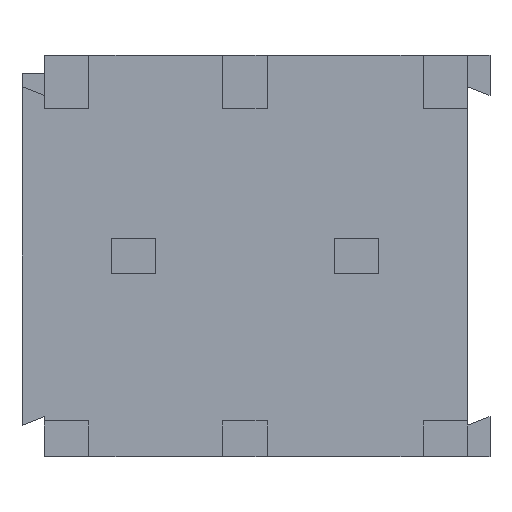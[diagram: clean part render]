
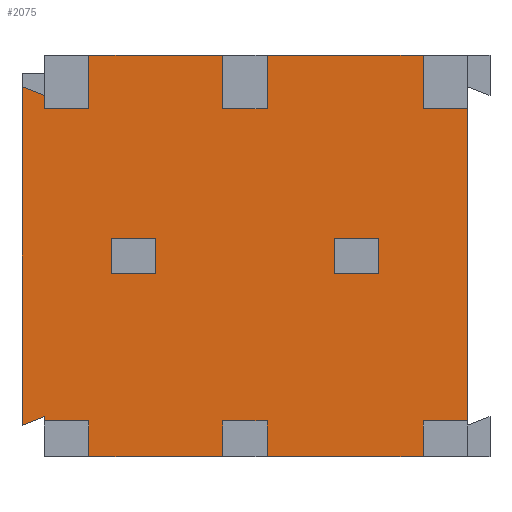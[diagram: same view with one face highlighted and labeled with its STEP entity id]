
A CAD part, front view. The second image highlights one B-rep face of the part: STEP entity #2075.
In plain terms, the highlighted planar face has unit normal (0, -1, 0).
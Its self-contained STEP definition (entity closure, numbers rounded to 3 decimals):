
#142=DIRECTION('',(0.,0.,-1.));
#143=VECTOR('',#142,7.6);
#144=CARTESIAN_POINT('',(-5.,-15.,-0.7));
#145=LINE('',#144,#143);
#326=DIRECTION('',(0.,0.,-1.));
#327=VECTOR('',#326,0.8);
#328=CARTESIAN_POINT('',(-3.,-15.,-4.1));
#329=LINE('',#328,#327);
#330=DIRECTION('',(1.,0.,0.));
#331=VECTOR('',#330,1.);
#332=CARTESIAN_POINT('',(-3.,-15.,-4.9));
#333=LINE('',#332,#331);
#334=DIRECTION('',(0.,0.,1.));
#335=VECTOR('',#334,0.8);
#336=CARTESIAN_POINT('',(-2.,-15.,-4.9));
#337=LINE('',#336,#335);
#338=DIRECTION('',(-1.,0.,0.));
#339=VECTOR('',#338,1.);
#340=CARTESIAN_POINT('',(-2.,-15.,-4.1));
#341=LINE('',#340,#339);
#342=DIRECTION('',(0.,0.,-1.));
#343=VECTOR('',#342,0.8);
#344=CARTESIAN_POINT('',(2.,-15.,-4.1));
#345=LINE('',#344,#343);
#346=DIRECTION('',(1.,0.,0.));
#347=VECTOR('',#346,1.);
#348=CARTESIAN_POINT('',(2.,-15.,-4.9));
#349=LINE('',#348,#347);
#350=DIRECTION('',(0.,0.,1.));
#351=VECTOR('',#350,0.8);
#352=CARTESIAN_POINT('',(3.,-15.,-4.9));
#353=LINE('',#352,#351);
#354=DIRECTION('',(-1.,0.,0.));
#355=VECTOR('',#354,1.);
#356=CARTESIAN_POINT('',(3.,-15.,-4.1));
#357=LINE('',#356,#355);
#358=DIRECTION('',(0.,0.,-1.));
#359=VECTOR('',#358,1.2);
#360=CARTESIAN_POINT('',(-0.5,-15.,0.));
#361=LINE('',#360,#359);
#362=DIRECTION('',(1.,0.,0.));
#363=VECTOR('',#362,1.);
#364=CARTESIAN_POINT('',(-0.5,-15.,-1.2));
#365=LINE('',#364,#363);
#366=DIRECTION('',(0.,0.,-1.));
#367=VECTOR('',#366,1.2);
#368=CARTESIAN_POINT('',(0.5,-15.,0.));
#369=LINE('',#368,#367);
#370=DIRECTION('',(1.,0.,0.));
#371=VECTOR('',#370,3.5);
#372=CARTESIAN_POINT('',(0.5,-15.,0.));
#373=LINE('',#372,#371);
#374=DIRECTION('',(0.,0.,-1.));
#375=VECTOR('',#374,1.2);
#376=CARTESIAN_POINT('',(4.,-15.,0.));
#377=LINE('',#376,#375);
#378=DIRECTION('',(1.,0.,0.));
#379=VECTOR('',#378,1.);
#380=CARTESIAN_POINT('',(4.,-15.,-1.2));
#381=LINE('',#380,#379);
#382=DIRECTION('',(-1.,0.,0.));
#383=VECTOR('',#382,1.);
#384=CARTESIAN_POINT('',(5.,-15.,-8.2));
#385=LINE('',#384,#383);
#386=DIRECTION('',(0.,0.,1.));
#387=VECTOR('',#386,0.8);
#388=CARTESIAN_POINT('',(4.,-15.,-9.));
#389=LINE('',#388,#387);
#390=DIRECTION('',(-1.,0.,0.));
#391=VECTOR('',#390,3.5);
#392=CARTESIAN_POINT('',(4.,-15.,-9.));
#393=LINE('',#392,#391);
#394=DIRECTION('',(0.,0.,1.));
#395=VECTOR('',#394,0.8);
#396=CARTESIAN_POINT('',(0.5,-15.,-9.));
#397=LINE('',#396,#395);
#398=DIRECTION('',(-1.,0.,0.));
#399=VECTOR('',#398,1.);
#400=CARTESIAN_POINT('',(0.5,-15.,-8.2));
#401=LINE('',#400,#399);
#402=DIRECTION('',(0.,0.,1.));
#403=VECTOR('',#402,0.8);
#404=CARTESIAN_POINT('',(-0.5,-15.,-9.));
#405=LINE('',#404,#403);
#406=DIRECTION('',(-1.,0.,0.));
#407=VECTOR('',#406,3.);
#408=CARTESIAN_POINT('',(-0.5,-15.,-9.));
#409=LINE('',#408,#407);
#410=DIRECTION('',(0.,0.,1.));
#411=VECTOR('',#410,0.8);
#412=CARTESIAN_POINT('',(-3.5,-15.,-9.));
#413=LINE('',#412,#411);
#414=DIRECTION('',(-1.,0.,0.));
#415=VECTOR('',#414,1.);
#416=CARTESIAN_POINT('',(-3.5,-15.,-8.2));
#417=LINE('',#416,#415);
#418=DIRECTION('',(0.,0.,1.));
#419=VECTOR('',#418,0.1);
#420=CARTESIAN_POINT('',(-4.5,-15.,-8.2));
#421=LINE('',#420,#419);
#422=DIRECTION('',(0.928,0.,0.371));
#423=VECTOR('',#422,0.539);
#424=CARTESIAN_POINT('',(-5.,-15.,-8.3));
#425=LINE('',#424,#423);
#426=DIRECTION('',(-0.928,0.,0.371));
#427=VECTOR('',#426,0.539);
#428=CARTESIAN_POINT('',(-4.5,-15.,-0.9));
#429=LINE('',#428,#427);
#430=DIRECTION('',(0.,0.,-1.));
#431=VECTOR('',#430,0.3);
#432=CARTESIAN_POINT('',(-4.5,-15.,-0.9));
#433=LINE('',#432,#431);
#434=DIRECTION('',(1.,0.,0.));
#435=VECTOR('',#434,1.);
#436=CARTESIAN_POINT('',(-4.5,-15.,-1.2));
#437=LINE('',#436,#435);
#438=DIRECTION('',(0.,0.,-1.));
#439=VECTOR('',#438,1.2);
#440=CARTESIAN_POINT('',(-3.5,-15.,0.));
#441=LINE('',#440,#439);
#442=DIRECTION('',(1.,0.,0.));
#443=VECTOR('',#442,3.);
#444=CARTESIAN_POINT('',(-3.5,-15.,0.));
#445=LINE('',#444,#443);
#454=DIRECTION('',(0.,0.,-1.));
#455=VECTOR('',#454,7.);
#456=CARTESIAN_POINT('',(5.,-15.,-1.2));
#457=LINE('',#456,#455);
#1401=CARTESIAN_POINT('',(-4.5,-15.,-8.1));
#1403=VERTEX_POINT('',#1401);
#1436=CARTESIAN_POINT('',(-4.5,-15.,-1.2));
#1437=VERTEX_POINT('',#1436);
#1438=CARTESIAN_POINT('',(-3.5,-15.,-1.2));
#1439=VERTEX_POINT('',#1438);
#1440=CARTESIAN_POINT('',(-3.5,-15.,0.));
#1441=VERTEX_POINT('',#1440);
#1444=CARTESIAN_POINT('',(4.,-15.,0.));
#1445=VERTEX_POINT('',#1444);
#1446=CARTESIAN_POINT('',(4.,-15.,-1.2));
#1447=VERTEX_POINT('',#1446);
#1448=CARTESIAN_POINT('',(5.,-15.,-1.2));
#1449=VERTEX_POINT('',#1448);
#1450=CARTESIAN_POINT('',(-3.5,-15.,-9.));
#1451=VERTEX_POINT('',#1450);
#1452=CARTESIAN_POINT('',(-3.5,-15.,-8.2));
#1453=VERTEX_POINT('',#1452);
#1454=CARTESIAN_POINT('',(-4.5,-15.,-8.2));
#1455=VERTEX_POINT('',#1454);
#1458=CARTESIAN_POINT('',(5.,-15.,-8.2));
#1459=VERTEX_POINT('',#1458);
#1460=CARTESIAN_POINT('',(4.,-15.,-8.2));
#1461=VERTEX_POINT('',#1460);
#1462=CARTESIAN_POINT('',(4.,-15.,-9.));
#1463=VERTEX_POINT('',#1462);
#1536=CARTESIAN_POINT('',(-3.,-15.,-4.1));
#1537=VERTEX_POINT('',#1536);
#1538=CARTESIAN_POINT('',(-3.,-15.,-4.9));
#1539=VERTEX_POINT('',#1538);
#1540=CARTESIAN_POINT('',(-2.,-15.,-4.9));
#1541=VERTEX_POINT('',#1540);
#1542=CARTESIAN_POINT('',(-2.,-15.,-4.1));
#1543=VERTEX_POINT('',#1542);
#1616=CARTESIAN_POINT('',(2.,-15.,-4.1));
#1617=VERTEX_POINT('',#1616);
#1618=CARTESIAN_POINT('',(2.,-15.,-4.9));
#1619=VERTEX_POINT('',#1618);
#1620=CARTESIAN_POINT('',(3.,-15.,-4.9));
#1621=VERTEX_POINT('',#1620);
#1622=CARTESIAN_POINT('',(3.,-15.,-4.1));
#1623=VERTEX_POINT('',#1622);
#1640=CARTESIAN_POINT('',(-0.5,-15.,0.));
#1641=VERTEX_POINT('',#1640);
#1642=CARTESIAN_POINT('',(-0.5,-15.,-1.2));
#1643=VERTEX_POINT('',#1642);
#1644=CARTESIAN_POINT('',(0.5,-15.,-1.2));
#1645=VERTEX_POINT('',#1644);
#1646=CARTESIAN_POINT('',(0.5,-15.,0.));
#1647=VERTEX_POINT('',#1646);
#1648=CARTESIAN_POINT('',(-0.5,-15.,-8.2));
#1649=VERTEX_POINT('',#1648);
#1650=CARTESIAN_POINT('',(-0.5,-15.,-9.));
#1651=VERTEX_POINT('',#1650);
#1652=CARTESIAN_POINT('',(0.5,-15.,-9.));
#1653=VERTEX_POINT('',#1652);
#1654=CARTESIAN_POINT('',(0.5,-15.,-8.2));
#1655=VERTEX_POINT('',#1654);
#1688=CARTESIAN_POINT('',(-5.,-15.,-8.3));
#1690=VERTEX_POINT('',#1688);
#1692=CARTESIAN_POINT('',(-5.,-15.,-0.7));
#1693=VERTEX_POINT('',#1692);
#1698=CARTESIAN_POINT('',(-4.5,-15.,-0.9));
#1699=VERTEX_POINT('',#1698);
#2004=CARTESIAN_POINT('',(-5.,-15.,0.));
#2005=DIRECTION('',(0.,-1.,0.));
#2006=DIRECTION('',(0.,0.,-1.));
#2007=AXIS2_PLACEMENT_3D('',#2004,#2005,#2006);
#2008=PLANE('',#2007);
#2010=ORIENTED_EDGE('',*,*,#2009,.T.);
#2012=ORIENTED_EDGE('',*,*,#2011,.T.);
#2014=ORIENTED_EDGE('',*,*,#2013,.F.);
#2015=ORIENTED_EDGE('',*,*,#1787,.T.);
#2017=ORIENTED_EDGE('',*,*,#2016,.T.);
#2019=ORIENTED_EDGE('',*,*,#2018,.T.);
#2021=ORIENTED_EDGE('',*,*,#2020,.T.);
#2023=ORIENTED_EDGE('',*,*,#2022,.T.);
#2025=ORIENTED_EDGE('',*,*,#2024,.F.);
#2027=ORIENTED_EDGE('',*,*,#2026,.T.);
#2029=ORIENTED_EDGE('',*,*,#2028,.T.);
#2031=ORIENTED_EDGE('',*,*,#2030,.T.);
#2033=ORIENTED_EDGE('',*,*,#2032,.F.);
#2035=ORIENTED_EDGE('',*,*,#2034,.T.);
#2037=ORIENTED_EDGE('',*,*,#2036,.T.);
#2039=ORIENTED_EDGE('',*,*,#2038,.T.);
#2041=ORIENTED_EDGE('',*,*,#2040,.T.);
#2043=ORIENTED_EDGE('',*,*,#2042,.F.);
#2044=ORIENTED_EDGE('',*,*,#1729,.F.);
#2046=ORIENTED_EDGE('',*,*,#2045,.F.);
#2047=ORIENTED_EDGE('',*,*,#1772,.T.);
#2049=ORIENTED_EDGE('',*,*,#2048,.T.);
#2051=ORIENTED_EDGE('',*,*,#2050,.F.);
#2052=ORIENTED_EDGE('',*,*,#1795,.T.);
#2053=EDGE_LOOP('',(#2010,#2012,#2014,#2015,#2017,#2019,#2021,#2023,#2025,#2027,
#2029,#2031,#2033,#2035,#2037,#2039,#2041,#2043,#2044,#2046,#2047,#2049,#2051,
#2052));
#2054=FACE_OUTER_BOUND('',#2053,.F.);
#2056=ORIENTED_EDGE('',*,*,#2055,.T.);
#2058=ORIENTED_EDGE('',*,*,#2057,.T.);
#2060=ORIENTED_EDGE('',*,*,#2059,.T.);
#2062=ORIENTED_EDGE('',*,*,#2061,.T.);
#2063=EDGE_LOOP('',(#2056,#2058,#2060,#2062));
#2064=FACE_BOUND('',#2063,.F.);
#2066=ORIENTED_EDGE('',*,*,#2065,.T.);
#2068=ORIENTED_EDGE('',*,*,#2067,.T.);
#2070=ORIENTED_EDGE('',*,*,#2069,.T.);
#2072=ORIENTED_EDGE('',*,*,#2071,.T.);
#2073=EDGE_LOOP('',(#2066,#2068,#2070,#2072));
#2074=FACE_BOUND('',#2073,.F.);
#1729=EDGE_CURVE('',#1693,#1690,#145,.T.);
#1772=EDGE_CURVE('',#1699,#1437,#433,.T.);
#1787=EDGE_CURVE('',#1647,#1445,#373,.T.);
#1795=EDGE_CURVE('',#1441,#1641,#445,.T.);
#2009=EDGE_CURVE('',#1641,#1643,#361,.T.);
#2011=EDGE_CURVE('',#1643,#1645,#365,.T.);
#2013=EDGE_CURVE('',#1647,#1645,#369,.T.);
#2016=EDGE_CURVE('',#1445,#1447,#377,.T.);
#2018=EDGE_CURVE('',#1447,#1449,#381,.T.);
#2020=EDGE_CURVE('',#1449,#1459,#457,.T.);
#2022=EDGE_CURVE('',#1459,#1461,#385,.T.);
#2024=EDGE_CURVE('',#1463,#1461,#389,.T.);
#2026=EDGE_CURVE('',#1463,#1653,#393,.T.);
#2028=EDGE_CURVE('',#1653,#1655,#397,.T.);
#2030=EDGE_CURVE('',#1655,#1649,#401,.T.);
#2032=EDGE_CURVE('',#1651,#1649,#405,.T.);
#2034=EDGE_CURVE('',#1651,#1451,#409,.T.);
#2036=EDGE_CURVE('',#1451,#1453,#413,.T.);
#2038=EDGE_CURVE('',#1453,#1455,#417,.T.);
#2040=EDGE_CURVE('',#1455,#1403,#421,.T.);
#2042=EDGE_CURVE('',#1690,#1403,#425,.T.);
#2045=EDGE_CURVE('',#1699,#1693,#429,.T.);
#2048=EDGE_CURVE('',#1437,#1439,#437,.T.);
#2050=EDGE_CURVE('',#1441,#1439,#441,.T.);
#2055=EDGE_CURVE('',#1537,#1539,#329,.T.);
#2057=EDGE_CURVE('',#1539,#1541,#333,.T.);
#2059=EDGE_CURVE('',#1541,#1543,#337,.T.);
#2061=EDGE_CURVE('',#1543,#1537,#341,.T.);
#2065=EDGE_CURVE('',#1617,#1619,#345,.T.);
#2067=EDGE_CURVE('',#1619,#1621,#349,.T.);
#2069=EDGE_CURVE('',#1621,#1623,#353,.T.);
#2071=EDGE_CURVE('',#1623,#1617,#357,.T.);
#2075=ADVANCED_FACE('',(#2054,#2064,#2074),#2008,.T.);
